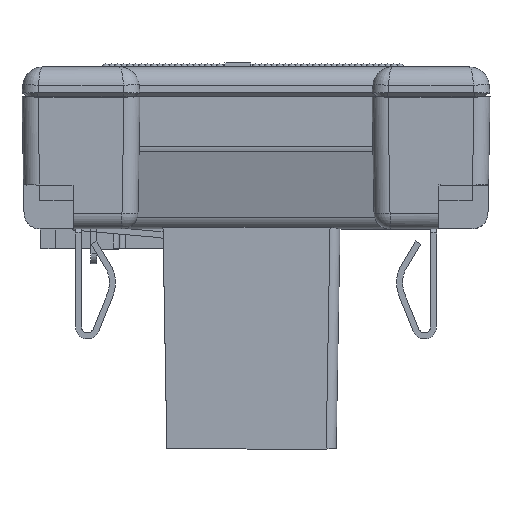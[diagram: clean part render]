
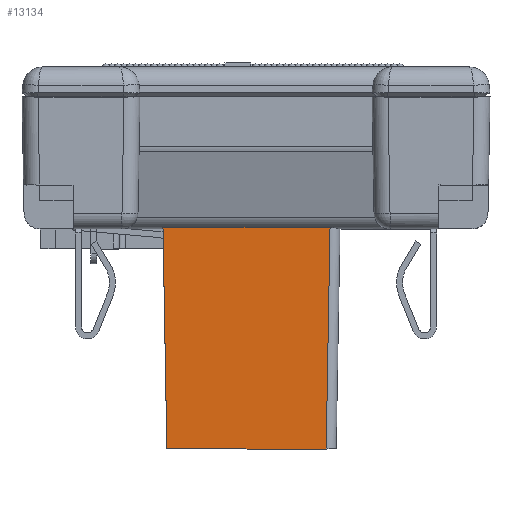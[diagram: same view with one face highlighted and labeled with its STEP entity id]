
A CAD part, front view. The second image highlights one B-rep face of the part: STEP entity #13134.
In plain terms, the highlighted planar face has unit normal (0, -1, -0.018).
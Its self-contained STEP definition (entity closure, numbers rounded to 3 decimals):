
#2500=DIRECTION('',(1.,0.,0.));
#2501=VECTOR('',#2500,7.966);
#2502=CARTESIAN_POINT('',(-15.122,-6.504,-19.6));
#2503=LINE('4147',#2502,#2501);
#2557=DIRECTION('',(0.017,0.017,-1.));
#2558=VECTOR('',#2557,11.082);
#2559=CARTESIAN_POINT('',(-15.316,-6.698,
-8.521));
#2560=LINE('4157',#2559,#2558);
#4972=DIRECTION('',(-1.,0.,0.));
#4973=VECTOR('',#4972,8.353);
#4974=CARTESIAN_POINT('',(-6.963,-6.698,
-8.521));
#4975=LINE('4170',#4974,#4973);
#4979=CARTESIAN_POINT('',(-15.316,-6.698,
-8.521));
#5037=DIRECTION('',(-0.017,0.017,-1.));
#5038=VECTOR('',#5037,11.082);
#5039=CARTESIAN_POINT('',(-6.963,-6.698,
-8.521));
#5040=LINE('4174',#5039,#5038);
#9003=CARTESIAN_POINT('',(-15.122,-6.504,-19.6));
#9005=VERTEX_POINT('',#9003);
#9006=CARTESIAN_POINT('',(-7.156,-6.504,
-19.6));
#9007=VERTEX_POINT('',#9006);
#9019=VERTEX_POINT('',#4979);
#9028=CARTESIAN_POINT('',(-6.963,-6.698,
-8.521));
#9029=VERTEX_POINT('',#9028);
#13122=CARTESIAN_POINT('',(-22.364,-6.696,-8.6));
#13123=DIRECTION('',(0.,-1.,-0.017));
#13124=DIRECTION('',(0.,-0.017,1.));
#13125=AXIS2_PLACEMENT_3D('',#13122,#13123,#13124);
#13126=PLANE('4702',#13125);
#13127=ORIENTED_EDGE('4147',*,*,#11179,.F.);
#13128=ORIENTED_EDGE('4157',*,*,#11213,.F.);
#13129=ORIENTED_EDGE('4170',*,*,#13109,.F.);
#13131=ORIENTED_EDGE('4174',*,*,#13130,.T.);
#13132=EDGE_LOOP('4702',(#13127,#13128,#13129,#13131));
#13133=FACE_OUTER_BOUND('4702',#13132,.F.);
#13134=ADVANCED_FACE('4702',(#13133),#13126,.T.);
#11179=EDGE_CURVE('4147',#9005,#9007,#2503,.T.);
#11213=EDGE_CURVE('4157',#9019,#9005,#2560,.T.);
#13109=EDGE_CURVE('4170',#9029,#9019,#4975,.T.);
#13130=EDGE_CURVE('4174',#9029,#9007,#5040,.T.);
